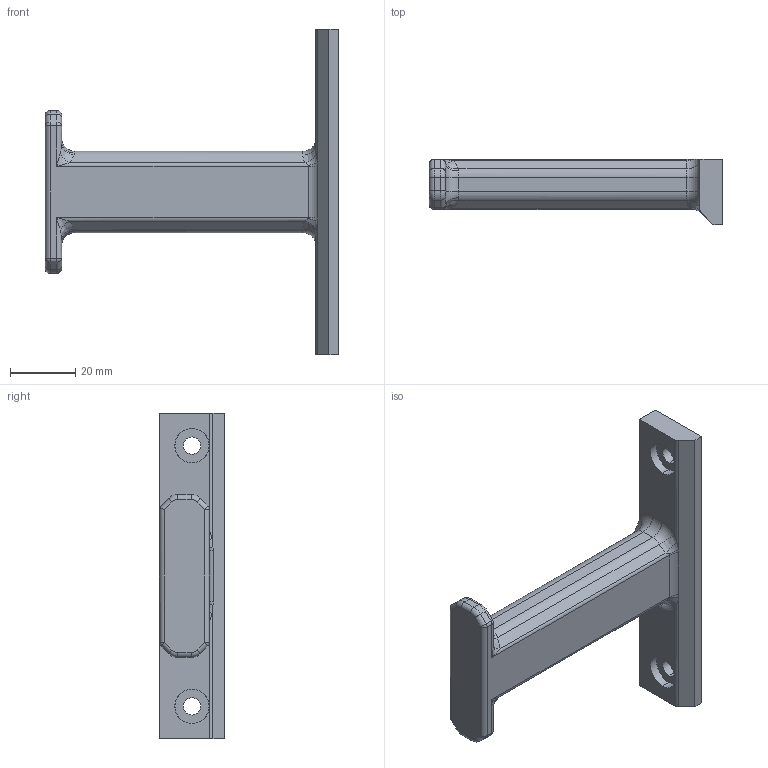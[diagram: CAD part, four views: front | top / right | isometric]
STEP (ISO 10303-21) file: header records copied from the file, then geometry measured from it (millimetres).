
FILE_DESCRIPTION (( 'STEP AP214' ), '1' );
FILE_NAME ('spool holder.STEP', '2025-07-13T21:36:36', ( '' ), ( '' ), 'SwSTEP 2.0', 'SolidWorks 2024', '' );
FILE_SCHEMA (( 'AUTOMOTIVE_DESIGN' ));
Length unit declared in the file: millimetre
Products named in the file (1): spool  holder
Bounding box: 90 x 20 x 100 mm (x, y, z)
Volume: 43712.7 mm3; surface area: 12293.1 mm2
Topology: 1 solids, 1 shells, 122 faces, 282 edges, 156 vertices
Faces by surface type: cylinder 50, plane 26, torus 18, bspline 18, sphere 6, cone 4
Entity records: 5005 total; most frequent: CARTESIAN_POINT 1029, DIRECTION 564, ORIENTED_EDGE 548, EDGE_CURVE 274, AXIS2_PLACEMENT_3D 227, VERTEX_POINT 156, EDGE_LOOP 128, UNCERTAINTY_MEASURE_WITH_UNIT 124
